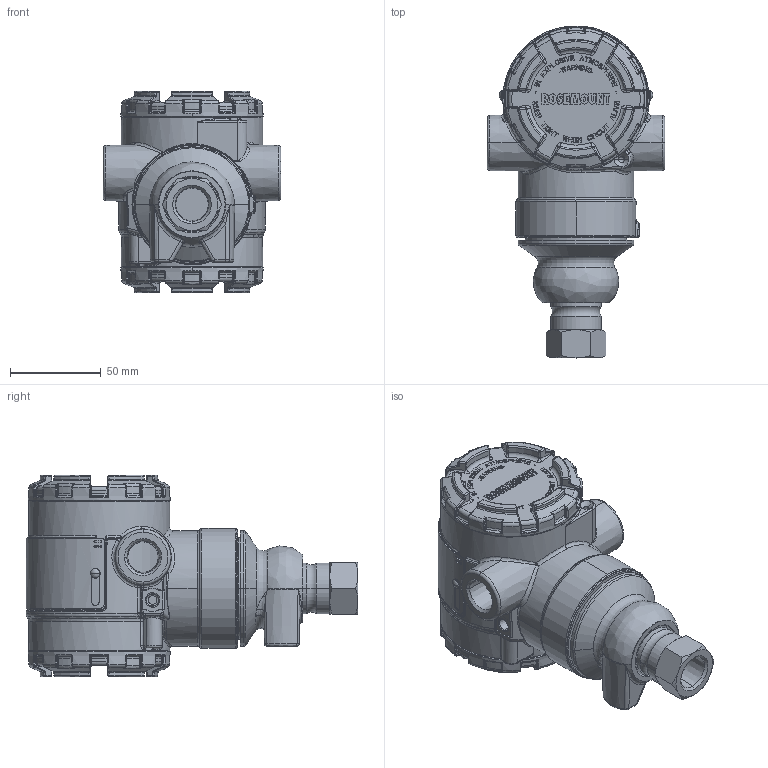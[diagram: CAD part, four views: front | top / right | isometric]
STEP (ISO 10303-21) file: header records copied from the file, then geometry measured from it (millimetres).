
FILE_DESCRIPTION((''),'2;1');
FILE_NAME('2051T-3D_SW0001','2013-05-30T',('johnarm'),('Rosemount Measurement Division'),'PRO/ENGINEER BY PARAMETRIC TECHNOLOGY CORPORATION, 2010180','PRO/ENGINEER BY PARAMETRIC TECHNOLOGY CORPORATION, 2010180','');
FILE_SCHEMA(('CONFIG_CONTROL_DESIGN'));
Length unit declared in the file: inch
Products named in the file (1): 2051T-3D_SW0001
Bounding box: 97.79 x 182.68 x 110.74 mm (x, y, z)
Surface area: 91137.1 mm2 (no closed solid volume)
Topology: 0 solids, 33 shells, 1891 faces, 6480 edges, 4593 vertices
Faces by surface type: bspline 627, plane 601, cylinder 315, torus 191, cone 101, sphere 55, extrusion 1
Entity records: 98117 total; most frequent: CARTESIAN_POINT 47966, ORIENTED_EDGE 10886, DIRECTION 8427, EDGE_CURVE 6426, VERTEX_POINT 4593, VECTOR 3677, LINE 3676, AXIS2_PLACEMENT_3D 2375
